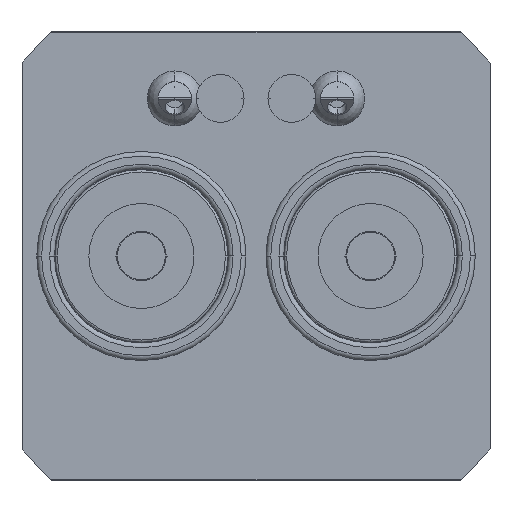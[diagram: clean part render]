
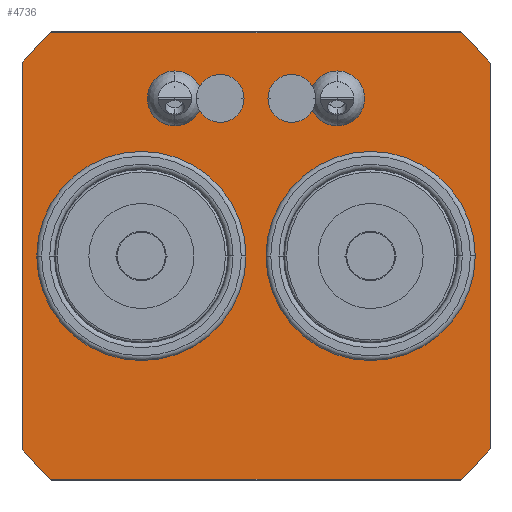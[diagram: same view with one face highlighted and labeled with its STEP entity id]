
A CAD part, left-side view. The second image highlights one B-rep face of the part: STEP entity #4736.
In plain terms, the highlighted planar face has unit normal (-1, 0, 0).
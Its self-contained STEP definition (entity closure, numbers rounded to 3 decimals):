
#357=DIRECTION('',(0.,1.,0.));
#358=VECTOR('',#357,85.946);
#359=CARTESIAN_POINT('',(-63.5,-42.973,46.75));
#360=LINE('',#359,#358);
#361=CARTESIAN_POINT('',(-63.5,0.,0.));
#362=DIRECTION('',(1.,0.,0.));
#363=DIRECTION('',(0.,-0.677,0.736));
#364=AXIS2_PLACEMENT_3D('',#361,#362,#363);
#366=DIRECTION('',(0.,0.,-1.));
#367=VECTOR('',#366,80.777);
#368=CARTESIAN_POINT('',(-63.5,-49.,40.389));
#369=LINE('',#368,#367);
#370=CARTESIAN_POINT('',(-63.5,0.,0.));
#371=DIRECTION('',(1.,0.,0.));
#372=DIRECTION('',(0.,-0.772,-0.636));
#373=AXIS2_PLACEMENT_3D('',#370,#371,#372);
#375=DIRECTION('',(0.,1.,0.));
#376=VECTOR('',#375,85.946);
#377=CARTESIAN_POINT('',(-63.5,-42.973,-46.75));
#378=LINE('',#377,#376);
#379=CARTESIAN_POINT('',(-63.5,0.,0.));
#380=DIRECTION('',(1.,0.,0.));
#381=DIRECTION('',(0.,0.677,-0.736));
#382=AXIS2_PLACEMENT_3D('',#379,#380,#381);
#384=DIRECTION('',(0.,0.,1.));
#385=VECTOR('',#384,80.777);
#386=CARTESIAN_POINT('',(-63.5,49.,-40.389));
#387=LINE('',#386,#385);
#388=CARTESIAN_POINT('',(-63.5,0.,0.));
#389=DIRECTION('',(1.,0.,0.));
#390=DIRECTION('',(0.,0.772,0.636));
#391=AXIS2_PLACEMENT_3D('',#388,#389,#390);
#393=CARTESIAN_POINT('',(-63.5,17.,33.));
#394=DIRECTION('',(1.,0.,0.));
#395=DIRECTION('',(0.,0.,-1.));
#396=AXIS2_PLACEMENT_3D('',#393,#394,#395);
#398=CARTESIAN_POINT('',(-63.5,17.,33.));
#399=DIRECTION('',(1.,0.,0.));
#400=DIRECTION('',(0.,0.,1.));
#401=AXIS2_PLACEMENT_3D('',#398,#399,#400);
#403=CARTESIAN_POINT('',(-63.5,-17.,33.));
#404=DIRECTION('',(1.,0.,0.));
#405=DIRECTION('',(0.,0.,-1.));
#406=AXIS2_PLACEMENT_3D('',#403,#404,#405);
#408=CARTESIAN_POINT('',(-63.5,-17.,33.));
#409=DIRECTION('',(1.,0.,0.));
#410=DIRECTION('',(0.,0.,1.));
#411=AXIS2_PLACEMENT_3D('',#408,#409,#410);
#413=CARTESIAN_POINT('',(-63.5,7.5,33.));
#414=DIRECTION('',(1.,0.,0.));
#415=DIRECTION('',(0.,1.,0.));
#416=AXIS2_PLACEMENT_3D('',#413,#414,#415);
#418=CARTESIAN_POINT('',(-63.5,7.5,33.));
#419=DIRECTION('',(1.,0.,0.));
#420=DIRECTION('',(0.,-1.,0.));
#421=AXIS2_PLACEMENT_3D('',#418,#419,#420);
#423=CARTESIAN_POINT('',(-63.5,-7.5,33.));
#424=DIRECTION('',(1.,0.,0.));
#425=DIRECTION('',(0.,1.,0.));
#426=AXIS2_PLACEMENT_3D('',#423,#424,#425);
#428=CARTESIAN_POINT('',(-63.5,-7.5,33.));
#429=DIRECTION('',(1.,0.,0.));
#430=DIRECTION('',(0.,-1.,0.));
#431=AXIS2_PLACEMENT_3D('',#428,#429,#430);
#433=CARTESIAN_POINT('',(-63.5,-24.,0.));
#434=DIRECTION('',(-1.,0.,0.));
#435=DIRECTION('',(0.,1.,0.));
#436=AXIS2_PLACEMENT_3D('',#433,#434,#435);
#438=CARTESIAN_POINT('',(-63.5,-24.,0.));
#439=DIRECTION('',(-1.,0.,0.));
#440=DIRECTION('',(0.,-1.,0.));
#441=AXIS2_PLACEMENT_3D('',#438,#439,#440);
#443=CARTESIAN_POINT('',(-63.5,24.,0.));
#444=DIRECTION('',(-1.,0.,0.));
#445=DIRECTION('',(0.,1.,0.));
#446=AXIS2_PLACEMENT_3D('',#443,#444,#445);
#448=CARTESIAN_POINT('',(-63.5,24.,0.));
#449=DIRECTION('',(-1.,0.,0.));
#450=DIRECTION('',(0.,-1.,0.));
#451=AXIS2_PLACEMENT_3D('',#448,#449,#450);
#3699=CARTESIAN_POINT('',(-63.5,-49.,40.389));
#3700=CARTESIAN_POINT('',(-63.5,-49.,-40.389));
#3701=VERTEX_POINT('',#3699);
#3702=VERTEX_POINT('',#3700);
#3703=CARTESIAN_POINT('',(-63.5,49.,-40.389));
#3704=CARTESIAN_POINT('',(-63.5,49.,40.389));
#3705=VERTEX_POINT('',#3703);
#3706=VERTEX_POINT('',#3704);
#3731=CARTESIAN_POINT('',(-63.5,-42.973,46.75));
#3732=CARTESIAN_POINT('',(-63.5,42.973,46.75));
#3733=VERTEX_POINT('',#3731);
#3734=VERTEX_POINT('',#3732);
#3735=CARTESIAN_POINT('',(-63.5,-42.973,-46.75));
#3736=CARTESIAN_POINT('',(-63.5,42.973,-46.75));
#3737=VERTEX_POINT('',#3735);
#3738=VERTEX_POINT('',#3736);
#3838=CARTESIAN_POINT('',(-63.5,17.,27.246));
#3839=CARTESIAN_POINT('',(-63.5,17.,38.754));
#3840=VERTEX_POINT('',#3838);
#3841=VERTEX_POINT('',#3839);
#3889=CARTESIAN_POINT('',(-63.5,-17.,27.246));
#3890=CARTESIAN_POINT('',(-63.5,-17.,38.754));
#3891=VERTEX_POINT('',#3889);
#3892=VERTEX_POINT('',#3890);
#3905=CARTESIAN_POINT('',(-63.5,10.2,33.));
#3906=CARTESIAN_POINT('',(-63.5,4.8,33.));
#3907=VERTEX_POINT('',#3905);
#3908=VERTEX_POINT('',#3906);
#3917=CARTESIAN_POINT('',(-63.5,-4.8,33.));
#3918=CARTESIAN_POINT('',(-63.5,-10.2,33.));
#3919=VERTEX_POINT('',#3917);
#3920=VERTEX_POINT('',#3918);
#4073=CARTESIAN_POINT('',(-63.5,-2.75,0.));
#4074=CARTESIAN_POINT('',(-63.5,-45.25,0.));
#4075=VERTEX_POINT('',#4073);
#4076=VERTEX_POINT('',#4074);
#4105=CARTESIAN_POINT('',(-63.5,45.25,0.));
#4106=CARTESIAN_POINT('',(-63.5,2.75,0.));
#4107=VERTEX_POINT('',#4105);
#4108=VERTEX_POINT('',#4106);
#4682=CARTESIAN_POINT('',(-63.5,0.,0.));
#4683=DIRECTION('',(1.,0.,0.));
#4684=DIRECTION('',(0.,0.,-1.));
#4685=AXIS2_PLACEMENT_3D('',#4682,#4683,#4684);
#4686=PLANE('',#4685);
#4688=ORIENTED_EDGE('',*,*,#4687,.F.);
#4689=ORIENTED_EDGE('',*,*,#4618,.T.);
#4690=ORIENTED_EDGE('',*,*,#4676,.T.);
#4691=ORIENTED_EDGE('',*,*,#4354,.T.);
#4693=ORIENTED_EDGE('',*,*,#4692,.T.);
#4694=ORIENTED_EDGE('',*,*,#4455,.T.);
#4696=ORIENTED_EDGE('',*,*,#4695,.T.);
#4697=ORIENTED_EDGE('',*,*,#4519,.T.);
#4698=EDGE_LOOP('',(#4688,#4689,#4690,#4691,#4693,#4694,#4696,#4697));
#4699=FACE_OUTER_BOUND('',#4698,.F.);
#4701=ORIENTED_EDGE('',*,*,#4700,.F.);
#4703=ORIENTED_EDGE('',*,*,#4702,.F.);
#4704=EDGE_LOOP('',(#4701,#4703));
#4705=FACE_BOUND('',#4704,.F.);
#4707=ORIENTED_EDGE('',*,*,#4706,.F.);
#4709=ORIENTED_EDGE('',*,*,#4708,.F.);
#4710=EDGE_LOOP('',(#4707,#4709));
#4711=FACE_BOUND('',#4710,.F.);
#4713=ORIENTED_EDGE('',*,*,#4712,.F.);
#4715=ORIENTED_EDGE('',*,*,#4714,.F.);
#4716=EDGE_LOOP('',(#4713,#4715));
#4717=FACE_BOUND('',#4716,.F.);
#4719=ORIENTED_EDGE('',*,*,#4718,.F.);
#4721=ORIENTED_EDGE('',*,*,#4720,.F.);
#4722=EDGE_LOOP('',(#4719,#4721));
#4723=FACE_BOUND('',#4722,.F.);
#4725=ORIENTED_EDGE('',*,*,#4724,.T.);
#4727=ORIENTED_EDGE('',*,*,#4726,.T.);
#4728=EDGE_LOOP('',(#4725,#4727));
#4729=FACE_BOUND('',#4728,.F.);
#4731=ORIENTED_EDGE('',*,*,#4730,.T.);
#4733=ORIENTED_EDGE('',*,*,#4732,.T.);
#4734=EDGE_LOOP('',(#4731,#4733));
#4735=FACE_BOUND('',#4734,.F.);
#4736=ADVANCED_FACE('',(#4699,#4705,#4711,#4717,#4723,#4729,#4735),#4686,.F.);
#365=CIRCLE('',#364,63.5);
#374=CIRCLE('',#373,63.5);
#383=CIRCLE('',#382,63.5);
#392=CIRCLE('',#391,63.5);
#397=CIRCLE('',#396,5.754);
#402=CIRCLE('',#401,5.754);
#407=CIRCLE('',#406,5.754);
#412=CIRCLE('',#411,5.754);
#417=CIRCLE('',#416,2.7);
#422=CIRCLE('',#421,2.7);
#427=CIRCLE('',#426,2.7);
#432=CIRCLE('',#431,2.7);
#437=CIRCLE('',#436,21.25);
#442=CIRCLE('',#441,21.25);
#447=CIRCLE('',#446,21.25);
#452=CIRCLE('',#451,21.25);
#4354=EDGE_CURVE('',#3702,#3737,#374,.T.);
#4455=EDGE_CURVE('',#3738,#3705,#383,.T.);
#4519=EDGE_CURVE('',#3706,#3734,#392,.T.);
#4618=EDGE_CURVE('',#3733,#3701,#365,.T.);
#4676=EDGE_CURVE('',#3701,#3702,#369,.T.);
#4687=EDGE_CURVE('',#3733,#3734,#360,.T.);
#4692=EDGE_CURVE('',#3737,#3738,#378,.T.);
#4695=EDGE_CURVE('',#3705,#3706,#387,.T.);
#4700=EDGE_CURVE('',#3840,#3841,#397,.T.);
#4702=EDGE_CURVE('',#3841,#3840,#402,.T.);
#4706=EDGE_CURVE('',#3891,#3892,#407,.T.);
#4708=EDGE_CURVE('',#3892,#3891,#412,.T.);
#4712=EDGE_CURVE('',#3907,#3908,#417,.T.);
#4714=EDGE_CURVE('',#3908,#3907,#422,.T.);
#4718=EDGE_CURVE('',#3919,#3920,#427,.T.);
#4720=EDGE_CURVE('',#3920,#3919,#432,.T.);
#4724=EDGE_CURVE('',#4075,#4076,#437,.T.);
#4726=EDGE_CURVE('',#4076,#4075,#442,.T.);
#4730=EDGE_CURVE('',#4107,#4108,#447,.T.);
#4732=EDGE_CURVE('',#4108,#4107,#452,.T.);
